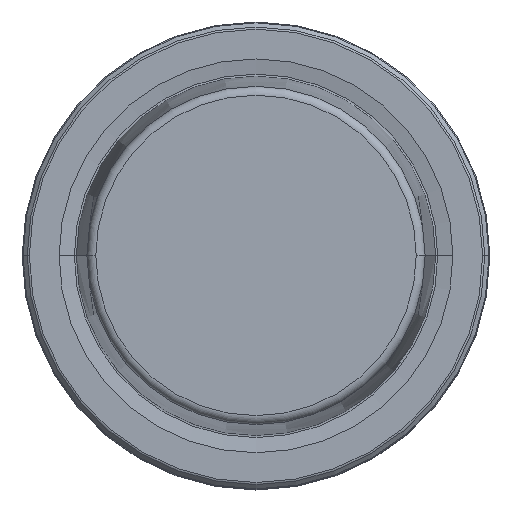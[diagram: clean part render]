
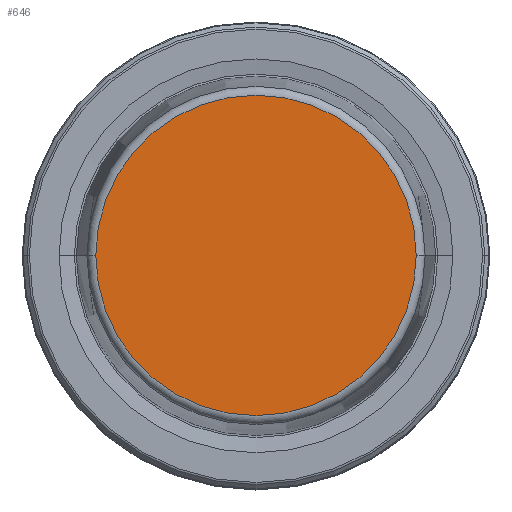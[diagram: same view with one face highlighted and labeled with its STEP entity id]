
A CAD part, top view. The second image highlights one B-rep face of the part: STEP entity #646.
In plain terms, the highlighted planar face has unit normal (0, 0, 1).
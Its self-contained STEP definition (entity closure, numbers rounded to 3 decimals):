
#75 = DIRECTION ( 'NONE',  ( 0., 0., -1. ) ) ;
#239 = CIRCLE ( 'NONE', #595, 21.581 ) ;
#244 = FACE_OUTER_BOUND ( 'NONE', #678, .T. ) ;
#271 = CIRCLE ( 'NONE', #828, 21.581 ) ;
#277 = DIRECTION ( 'NONE',  ( 0., 0., 1. ) ) ;
#357 = CARTESIAN_POINT ( 'NONE',  ( 21.581, 0., 31.9 ) ) ;
#412 = CARTESIAN_POINT ( 'NONE',  ( -21.581, 0., 31.9 ) ) ;
#507 = VERTEX_POINT ( 'NONE', #412 ) ;
#526 = ORIENTED_EDGE ( 'NONE', *, *, #986, .T. ) ;
#586 = AXIS2_PLACEMENT_3D ( 'NONE', #1220, #75, #647 ) ;
#595 = AXIS2_PLACEMENT_3D ( 'NONE', #833, #277, #757 ) ;
#646 = ADVANCED_FACE ( 'NONE', ( #244 ), #680, .F. ) ;
#647 = DIRECTION ( 'NONE',  ( -1., 0., 0. ) ) ;
#678 = EDGE_LOOP ( 'NONE', ( #526, #795 ) ) ;
#680 = PLANE ( 'NONE',  #586 ) ;
#757 = DIRECTION ( 'NONE',  ( 1., 0., 0. ) ) ;
#780 = DIRECTION ( 'NONE',  ( 0., 0., 1. ) ) ;
#795 = ORIENTED_EDGE ( 'NONE', *, *, #937, .T. ) ;
#828 = AXIS2_PLACEMENT_3D ( 'NONE', #1166, #780, #989 ) ;
#833 = CARTESIAN_POINT ( 'NONE',  ( 0., 0., 31.9 ) ) ;
#937 = EDGE_CURVE ( 'NONE', #507, #961, #271, .T. ) ;
#961 = VERTEX_POINT ( 'NONE', #357 ) ;
#986 = EDGE_CURVE ( 'NONE', #961, #507, #239, .T. ) ;
#989 = DIRECTION ( 'NONE',  ( 1., 0., 0. ) ) ;
#1166 = CARTESIAN_POINT ( 'NONE',  ( 0., 0., 31.9 ) ) ;
#1220 = CARTESIAN_POINT ( 'NONE',  ( 0., 0., 31.9 ) ) ;
